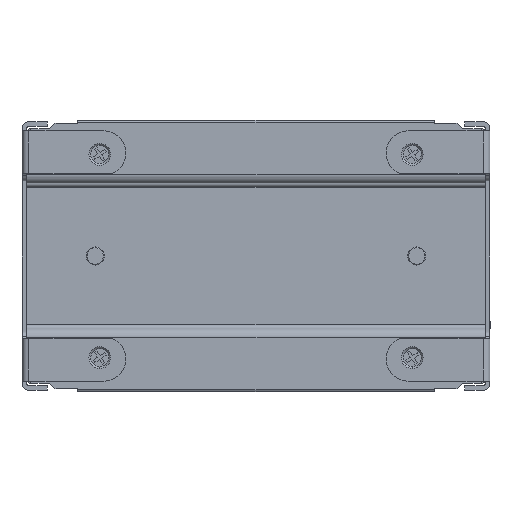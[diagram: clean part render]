
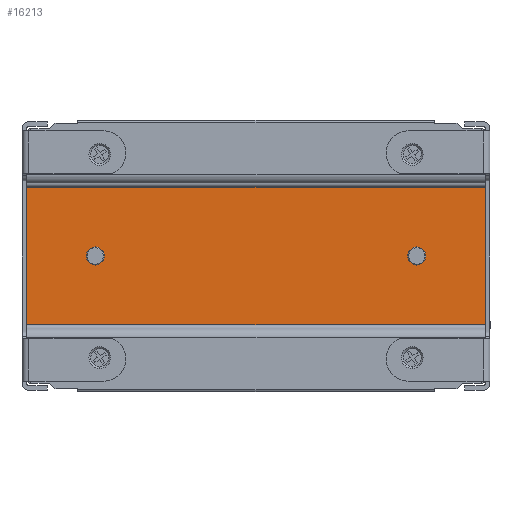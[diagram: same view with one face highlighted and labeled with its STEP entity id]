
A CAD part, front view. The second image highlights one B-rep face of the part: STEP entity #16213.
In plain terms, the highlighted planar face has unit normal (0, -1, 0).
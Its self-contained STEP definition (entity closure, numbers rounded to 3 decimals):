
#3130 = DIRECTION ( 'NONE',  ( 0., 0., 1. ) ) ;
#3131 = DIRECTION ( 'NONE',  ( 0., -1., 0. ) ) ;
#3132 = CARTESIAN_POINT ( 'NONE',  ( -32.2, 7.3, 0. ) ) ;
#3133 = AXIS2_PLACEMENT_3D ( 'NONE', #3132, #3131, #3130 ) ;
#3134 = CIRCLE ( 'NONE', #3133, 1. ) ;
#8870 = VERTEX_POINT ( 'NONE', #9171 ) ;
#9171 = CARTESIAN_POINT ( 'NONE',  ( -32.2, 7.3, -1. ) ) ;
#9466 = DIRECTION ( 'NONE',  ( 0., 0., 1. ) ) ;
#9467 = DIRECTION ( 'NONE',  ( 0., 1., 0. ) ) ;
#9468 = CARTESIAN_POINT ( 'NONE',  ( -66.5, 7.3, 0. ) ) ;
#9469 = AXIS2_PLACEMENT_3D ( 'NONE', #9468, #9467, #9466 ) ;
#9470 = FACE_BOUND ( 'NONE', #16278, .T. ) ;
#9471 = FACE_OUTER_BOUND ( 'NONE', #16217, .T. ) ;
#9472 = FACE_BOUND ( 'NONE', #16214, .T. ) ;
#9477 = PLANE ( 'NONE',  #9469 ) ;
#9527 = DIRECTION ( 'NONE',  ( 1., 0., 0. ) ) ;
#9528 = VECTOR ( 'NONE', #9527, 1000. ) ;
#9529 = CARTESIAN_POINT ( 'NONE',  ( -24.65, 7.3, -8.7 ) ) ;
#9530 = LINE ( 'NONE', #9529, #9528 ) ;
#9568 = DIRECTION ( 'NONE',  ( 0., -1., 0. ) ) ;
#9569 = CARTESIAN_POINT ( 'NONE',  ( -67.8, 7.3, 0. ) ) ;
#9659 = DIRECTION ( 'NONE',  ( -1., 0., 0. ) ) ;
#9660 = VECTOR ( 'NONE', #9659, 1000. ) ;
#9661 = CARTESIAN_POINT ( 'NONE',  ( -75.35, 7.3, 8.7 ) ) ;
#9662 = LINE ( 'NONE', #9661, #9660 ) ;
#9772 = AXIS2_PLACEMENT_3D ( 'NONE', #9569, #9568, #9983 ) ;
#9773 = CIRCLE ( 'NONE', #9772, 1. ) ;
#9774 = CARTESIAN_POINT ( 'NONE',  ( -67.8, 7.3, 1. ) ) ;
#9778 = CARTESIAN_POINT ( 'NONE',  ( -67.8, 7.3, -1. ) ) ;
#9983 = DIRECTION ( 'NONE',  ( 0., 0., 1. ) ) ;
#10106 = CARTESIAN_POINT ( 'NONE',  ( -32.2, 7.3, 1. ) ) ;
#16213 = ADVANCED_FACE ( 'NONE', ( #9472, #9471, #9470 ), #9477, .F. ) ;
#16214 = EDGE_LOOP ( 'NONE', ( #16215, #16216 ) ) ;
#16215 = ORIENTED_EDGE ( 'NONE', *, *, #20005, .F. ) ;
#16216 = ORIENTED_EDGE ( 'NONE', *, *, #24633, .F. ) ;
#16217 = EDGE_LOOP ( 'NONE', ( #16218, #16219, #16275, #16276 ) ) ;
#16218 = ORIENTED_EDGE ( 'NONE', *, *, #26354, .T. ) ;
#16219 = ORIENTED_EDGE ( 'NONE', *, *, #16220, .T. ) ;
#16220 = EDGE_CURVE ( 'NONE', #26352, #26073, #9530, .T. ) ;
#16275 = ORIENTED_EDGE ( 'NONE', *, *, #26072, .T. ) ;
#16276 = ORIENTED_EDGE ( 'NONE', *, *, #16277, .T. ) ;
#16277 = EDGE_CURVE ( 'NONE', #26070, #26355, #9662, .T. ) ;
#16278 = EDGE_LOOP ( 'NONE', ( #16279, #16280 ) ) ;
#16279 = ORIENTED_EDGE ( 'NONE', *, *, #37766, .F. ) ;
#16280 = ORIENTED_EDGE ( 'NONE', *, *, #26256, .F. ) ;
#19757 = VERTEX_POINT ( 'NONE', #9778 ) ;
#19817 = VERTEX_POINT ( 'NONE', #9774 ) ;
#20005 = EDGE_CURVE ( 'NONE', #19817, #19757, #9773, .T. ) ;
#22092 = VERTEX_POINT ( 'NONE', #10106 ) ;
#24633 = EDGE_CURVE ( 'NONE', #19757, #19817, #27301, .T. ) ;
#26070 = VERTEX_POINT ( 'NONE', #32360 ) ;
#26072 = EDGE_CURVE ( 'NONE', #26073, #26070, #32359, .T. ) ;
#26073 = VERTEX_POINT ( 'NONE', #32355 ) ;
#26256 = EDGE_CURVE ( 'NONE', #8870, #22092, #33166, .T. ) ;
#26352 = VERTEX_POINT ( 'NONE', #33531 ) ;
#26354 = EDGE_CURVE ( 'NONE', #26355, #26352, #33530, .T. ) ;
#26355 = VERTEX_POINT ( 'NONE', #33526 ) ;
#27293 = DIRECTION ( 'NONE',  ( 0., 0., 1. ) ) ;
#27294 = DIRECTION ( 'NONE',  ( 0., -1., 0. ) ) ;
#27295 = CARTESIAN_POINT ( 'NONE',  ( -67.8, 7.3, 0. ) ) ;
#27296 = AXIS2_PLACEMENT_3D ( 'NONE', #27295, #27294, #27293 ) ;
#27301 = CIRCLE ( 'NONE', #27296, 1. ) ;
#32355 = CARTESIAN_POINT ( 'NONE',  ( -24.65, 7.3, -8.7 ) ) ;
#32356 = DIRECTION ( 'NONE',  ( 0., 0., 1. ) ) ;
#32357 = VECTOR ( 'NONE', #32356, 1000. ) ;
#32358 = CARTESIAN_POINT ( 'NONE',  ( -24.65, 7.3, -9. ) ) ;
#32359 = LINE ( 'NONE', #32358, #32357 ) ;
#32360 = CARTESIAN_POINT ( 'NONE',  ( -24.65, 7.3, 8.7 ) ) ;
#33151 = DIRECTION ( 'NONE',  ( 0., 0., 1. ) ) ;
#33152 = DIRECTION ( 'NONE',  ( 0., -1., 0. ) ) ;
#33154 = CARTESIAN_POINT ( 'NONE',  ( -32.2, 7.3, 0. ) ) ;
#33155 = AXIS2_PLACEMENT_3D ( 'NONE', #33154, #33152, #33151 ) ;
#33166 = CIRCLE ( 'NONE', #33155, 1. ) ;
#33526 = CARTESIAN_POINT ( 'NONE',  ( -75.35, 7.3, 8.7 ) ) ;
#33527 = DIRECTION ( 'NONE',  ( 0., 0., -1. ) ) ;
#33528 = VECTOR ( 'NONE', #33527, 1000. ) ;
#33529 = CARTESIAN_POINT ( 'NONE',  ( -75.35, 7.3, -9. ) ) ;
#33530 = LINE ( 'NONE', #33529, #33528 ) ;
#33531 = CARTESIAN_POINT ( 'NONE',  ( -75.35, 7.3, -8.7 ) ) ;
#37766 = EDGE_CURVE ( 'NONE', #22092, #8870, #3134, .T. ) ;
